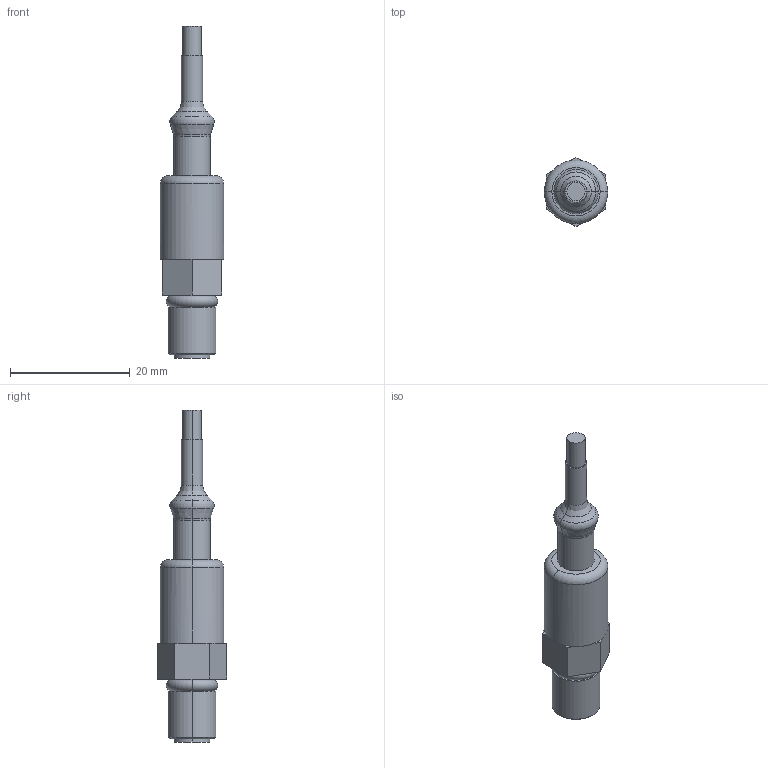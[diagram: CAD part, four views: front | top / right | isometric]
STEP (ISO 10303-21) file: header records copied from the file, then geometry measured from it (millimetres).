
FILE_DESCRIPTION((''),'2;1');
FILE_NAME('PMP941-947 (M8 Thread).stp','2011-02-07T09:47:57',(''),(''),'Mechanical Desktop 2008','Mechanical Desktop 2008',', , ');
FILE_SCHEMA(('CONFIG_CONTROL_DESIGN'));
Length unit declared in the file: inch
Products named in the file (2): FI1156-C; PART3
Assembly tree (1 placements, depth 2):
  FI1156-C
    PART3
Bounding box: 10.6 x 11.55 x 55.4 mm (x, y, z)
Volume: 2595.3 mm3; surface area: 1690.2 mm2
Topology: 1 solids, 2 shells, 63 faces, 130 edges, 75 vertices
Faces by surface type: plane 27, cylinder 18, cone 8, torus 6, bspline 4
Entity records: 1879 total; most frequent: CARTESIAN_POINT 408, DIRECTION 322, ORIENTED_EDGE 256, AXIS2_PLACEMENT_3D 133, EDGE_CURVE 128, VERTEX_POINT 75, CIRCLE 72, EDGE_LOOP 69
